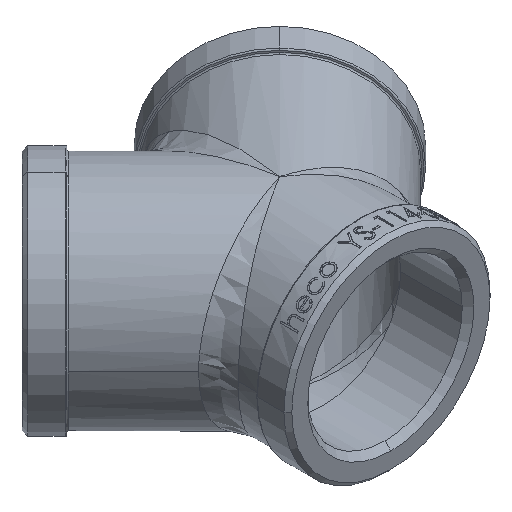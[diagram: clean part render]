
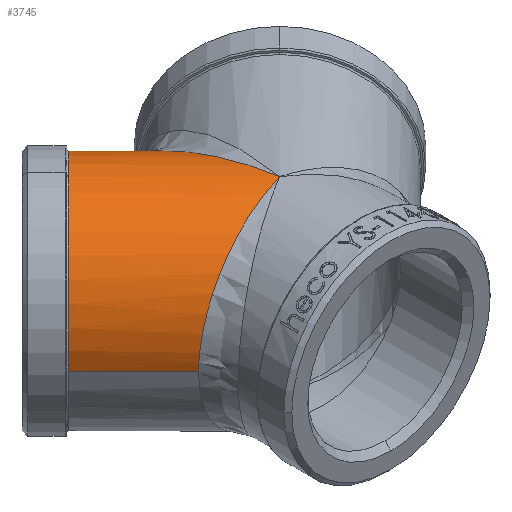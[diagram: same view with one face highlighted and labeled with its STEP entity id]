
A CAD part, isometric view. The second image highlights one B-rep face of the part: STEP entity #3745.
In plain terms, the highlighted cylindrical face has radius 25 mm (diameter 50 mm), a partial arc.
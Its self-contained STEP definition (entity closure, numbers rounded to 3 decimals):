
#17 = CARTESIAN_POINT ( 'NONE',  ( -22.581, -6.004, 16.119 ) ) ;
#899 = CARTESIAN_POINT ( 'NONE',  ( -26.658, 26.658, 25. ) ) ;
#953 = CIRCLE ( 'NONE', #20550, 25. ) ;
#1896 = DIRECTION ( 'NONE',  ( -0.707, -0.707, 0. ) ) ;
#1937 = ORIENTED_EDGE ( 'NONE', *, *, #14665, .T. ) ;
#3039 = EDGE_LOOP ( 'NONE', ( #14583, #20929, #10359, #1937, #13049, #21849 ) ) ;
#3131 = DIRECTION ( 'NONE',  ( -0.707, 0.707, 0. ) ) ;
#3704 = CARTESIAN_POINT ( 'NONE',  ( -7.071, 42.426, 0. ) ) ;
#3745 = ADVANCED_FACE ( 'NONE', ( #13976 ), #12236, .T. ) ;
#3939 = CARTESIAN_POINT ( 'NONE',  ( 0., 0., 25. ) ) ;
#4643 = B_SPLINE_CURVE_WITH_KNOTS ( 'NONE', 3,
 ( #22355, #5544, #20493, #17, #11218, #7587, #5862 ),
 .UNSPECIFIED., .F., .F.,
 ( 4, 1, 1, 1, 4 ),
 ( 0., 0.143, 0.286, 0.429, 0.5 ),
 .UNSPECIFIED. ) ;
#5544 = CARTESIAN_POINT ( 'NONE',  ( -4.178, -1.111, 25. ) ) ;
#5862 = CARTESIAN_POINT ( 'NONE',  ( -27.928, -7.426, 0. ) ) ;
#6044 = CARTESIAN_POINT ( 'NONE',  ( -26.658, 26.658, 0. ) ) ;
#6756 = CARTESIAN_POINT ( 'NONE',  ( -7.071, 42.425, 1.87 ) ) ;
#7587 = CARTESIAN_POINT ( 'NONE',  ( -27.928, -7.426, 1.87 ) ) ;
#7746 = CARTESIAN_POINT ( 'NONE',  ( -8.98, 44.336, 0. ) ) ;
#7861 = DIRECTION ( 'NONE',  ( -0.707, 0.707, 0. ) ) ;
#8623 = CARTESIAN_POINT ( 'NONE',  ( -26.658, 26.658, 0. ) ) ;
#8634 = CARTESIAN_POINT ( 'NONE',  ( -5.293, 31.758, 17.316 ) ) ;
#8839 = VECTOR ( 'NONE', #20194, 1000. ) ;
#9020 = CARTESIAN_POINT ( 'NONE',  ( -7.322, 7.322, 0. ) ) ;
#10328 = CARTESIAN_POINT ( 'NONE',  ( -7.071, 42.426, 0. ) ) ;
#10359 = ORIENTED_EDGE ( 'NONE', *, *, #23404, .F. ) ;
#10387 = CIRCLE ( 'NONE', #22591, 25. ) ;
#10563 = VERTEX_POINT ( 'NONE', #11446 ) ;
#11218 = CARTESIAN_POINT ( 'NONE',  ( -27.232, -7.241, 7.481 ) ) ;
#11446 = CARTESIAN_POINT ( 'NONE',  ( -27.928, -7.426, 0. ) ) ;
#11558 = DIRECTION ( 'NONE',  ( -0.707, -0.707, 0. ) ) ;
#12236 = CYLINDRICAL_SURFACE ( 'NONE', #14907, 25. ) ;
#12651 = CARTESIAN_POINT ( 'NONE',  ( -44.336, 8.98, 0. ) ) ;
#13049 = ORIENTED_EDGE ( 'NONE', *, *, #15525, .F. ) ;
#13107 = VERTEX_POINT ( 'NONE', #12651 ) ;
#13275 = EDGE_CURVE ( 'NONE', #18183, #21231, #14597, .T. ) ;
#13976 = FACE_OUTER_BOUND ( 'NONE', #3039, .T. ) ;
#14243 = B_SPLINE_CURVE_WITH_KNOTS ( 'NONE', 3,
 ( #10328, #6756, #17689, #19669, #8634, #21533, #14325, #3939 ),
 .UNSPECIFIED., .F., .F.,
 ( 4, 1, 1, 1, 1, 4 ),
 ( 0.5, 0.571, 0.643, 0.714, 0.857, 1. ),
 .UNSPECIFIED. ) ;
#14325 = CARTESIAN_POINT ( 'NONE',  ( -1.058, 6.347, 25. ) ) ;
#14583 = ORIENTED_EDGE ( 'NONE', *, *, #13275, .F. ) ;
#14597 = LINE ( 'NONE', #16496, #8839 ) ;
#14665 = EDGE_CURVE ( 'NONE', #13107, #10563, #21495, .T. ) ;
#14907 = AXIS2_PLACEMENT_3D ( 'NONE', #9020, #20139, #1896 ) ;
#15251 = VERTEX_POINT ( 'NONE', #899 ) ;
#15525 = EDGE_CURVE ( 'NONE', #20181, #10563, #4643, .T. ) ;
#16299 = VECTOR ( 'NONE', #19187, 1000. ) ;
#16496 = CARTESIAN_POINT ( 'NONE',  ( 10.355, 25., 0. ) ) ;
#17063 = EDGE_CURVE ( 'NONE', #21231, #20181, #14243, .T. ) ;
#17689 = CARTESIAN_POINT ( 'NONE',  ( -6.952, 41.714, 5.61 ) ) ;
#18183 = VERTEX_POINT ( 'NONE', #7746 ) ;
#19187 = DIRECTION ( 'NONE',  ( 0.707, -0.707, 0. ) ) ;
#19669 = CARTESIAN_POINT ( 'NONE',  ( -6.424, 38.545, 10.938 ) ) ;
#19938 = EDGE_CURVE ( 'NONE', #15251, #18183, #953, .T. ) ;
#20139 = DIRECTION ( 'NONE',  ( 0.707, -0.707, 0. ) ) ;
#20181 = VERTEX_POINT ( 'NONE', #23891 ) ;
#20194 = DIRECTION ( 'NONE',  ( 0.707, -0.707, 0. ) ) ;
#20493 = CARTESIAN_POINT ( 'NONE',  ( -12.533, -3.333, 23.296 ) ) ;
#20550 = AXIS2_PLACEMENT_3D ( 'NONE', #8623, #3131, #23082 ) ;
#20929 = ORIENTED_EDGE ( 'NONE', *, *, #19938, .F. ) ;
#21231 = VERTEX_POINT ( 'NONE', #3704 ) ;
#21495 = LINE ( 'NONE', #22907, #16299 ) ;
#21533 = CARTESIAN_POINT ( 'NONE',  ( -3.173, 19.038, 23.295 ) ) ;
#21849 = ORIENTED_EDGE ( 'NONE', *, *, #17063, .F. ) ;
#22355 = CARTESIAN_POINT ( 'NONE',  ( 0., 0., 25. ) ) ;
#22591 = AXIS2_PLACEMENT_3D ( 'NONE', #6044, #7861, #11558 ) ;
#22907 = CARTESIAN_POINT ( 'NONE',  ( -25., -10.355, 0. ) ) ;
#23082 = DIRECTION ( 'NONE',  ( -0.707, -0.707, 0. ) ) ;
#23404 = EDGE_CURVE ( 'NONE', #13107, #15251, #10387, .T. ) ;
#23891 = CARTESIAN_POINT ( 'NONE',  ( 0., 0., 25. ) ) ;
